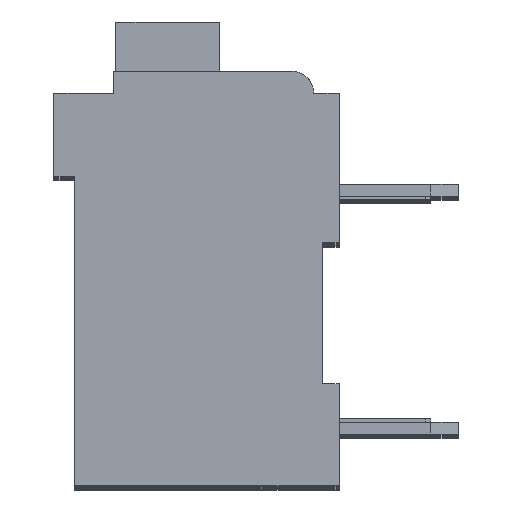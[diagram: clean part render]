
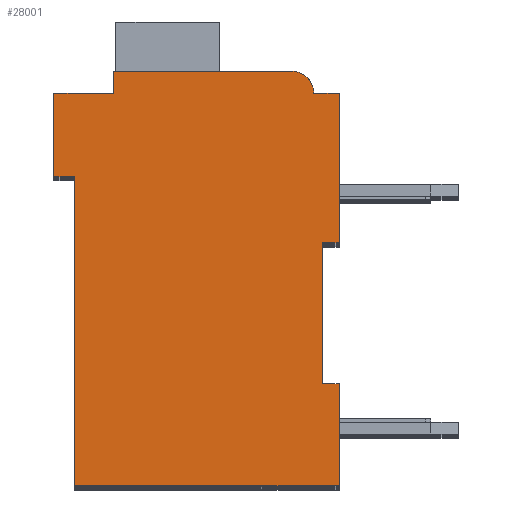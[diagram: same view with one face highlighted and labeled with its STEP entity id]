
A CAD part, top view. The second image highlights one B-rep face of the part: STEP entity #28001.
In plain terms, the highlighted planar face has unit normal (0, 0, 1).
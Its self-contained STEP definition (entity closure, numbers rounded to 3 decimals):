
#3138=DIRECTION('',(1.,0.,0.));
#3139=VECTOR('',#3138,0.5);
#3140=CARTESIAN_POINT('',(7.3,7.15,2.1));
#3141=LINE('',#3140,#3139);
#3142=DIRECTION('',(0.,1.,0.));
#3143=VECTOR('',#3142,4.15);
#3144=CARTESIAN_POINT('',(7.3,3.,2.1));
#3145=LINE('',#3144,#3143);
#3146=DIRECTION('',(-1.,0.,0.));
#3147=VECTOR('',#3146,0.5);
#3148=CARTESIAN_POINT('',(7.8,3.,2.1));
#3149=LINE('',#3148,#3147);
#3150=DIRECTION('',(0.,1.,0.));
#3151=VECTOR('',#3150,3.);
#3152=CARTESIAN_POINT('',(7.8,0.,2.1));
#3153=LINE('',#3152,#3151);
#3154=DIRECTION('',(1.,0.,0.));
#3155=VECTOR('',#3154,7.8);
#3156=CARTESIAN_POINT('',(0.,0.,2.1));
#3157=LINE('',#3156,#3155);
#3158=DIRECTION('',(0.,-1.,0.));
#3159=VECTOR('',#3158,9.1);
#3160=CARTESIAN_POINT('',(0.,9.1,2.1));
#3161=LINE('',#3160,#3159);
#3162=DIRECTION('',(1.,0.,0.));
#3163=VECTOR('',#3162,0.6);
#3164=CARTESIAN_POINT('',(-0.6,9.1,2.1));
#3165=LINE('',#3164,#3163);
#3166=DIRECTION('',(0.,-1.,0.));
#3167=VECTOR('',#3166,2.45);
#3168=CARTESIAN_POINT('',(-0.6,11.55,2.1));
#3169=LINE('',#3168,#3167);
#3170=DIRECTION('',(-1.,0.,0.));
#3171=VECTOR('',#3170,1.75);
#3172=CARTESIAN_POINT('',(1.15,11.55,2.1));
#3173=LINE('',#3172,#3171);
#3174=DIRECTION('',(0.,-1.,0.));
#3175=VECTOR('',#3174,0.65);
#3176=CARTESIAN_POINT('',(1.15,12.2,2.1));
#3177=LINE('',#3176,#3175);
#3178=DIRECTION('',(-1.,0.,0.));
#3179=VECTOR('',#3178,5.25);
#3180=CARTESIAN_POINT('',(6.4,12.2,2.1));
#3181=LINE('',#3180,#3179);
#3182=CARTESIAN_POINT('',(6.4,11.55,2.1));
#3183=DIRECTION('',(0.,0.,1.));
#3184=DIRECTION('',(1.,0.,0.));
#3185=AXIS2_PLACEMENT_3D('',#3182,#3183,#3184);
#3187=DIRECTION('',(-1.,0.,0.));
#3188=VECTOR('',#3187,0.75);
#3189=CARTESIAN_POINT('',(7.8,11.55,2.1));
#3190=LINE('',#3189,#3188);
#3191=DIRECTION('',(0.,1.,0.));
#3192=VECTOR('',#3191,4.4);
#3193=CARTESIAN_POINT('',(7.8,7.15,2.1));
#3194=LINE('',#3193,#3192);
#19447=CARTESIAN_POINT('',(7.3,7.15,2.1));
#19448=CARTESIAN_POINT('',(7.8,7.15,2.1));
#19449=VERTEX_POINT('',#19447);
#19450=VERTEX_POINT('',#19448);
#19451=CARTESIAN_POINT('',(7.8,11.55,2.1));
#19452=VERTEX_POINT('',#19451);
#19453=CARTESIAN_POINT('',(7.05,11.55,2.1));
#19454=VERTEX_POINT('',#19453);
#19455=CARTESIAN_POINT('',(6.4,12.2,2.1));
#19456=VERTEX_POINT('',#19455);
#19457=CARTESIAN_POINT('',(1.15,12.2,2.1));
#19458=VERTEX_POINT('',#19457);
#19459=CARTESIAN_POINT('',(1.15,11.55,2.1));
#19460=VERTEX_POINT('',#19459);
#19461=CARTESIAN_POINT('',(-0.6,11.55,2.1));
#19462=VERTEX_POINT('',#19461);
#19463=CARTESIAN_POINT('',(-0.6,9.1,2.1));
#19464=VERTEX_POINT('',#19463);
#19465=CARTESIAN_POINT('',(0.,9.1,2.1));
#19466=VERTEX_POINT('',#19465);
#19467=CARTESIAN_POINT('',(0.,0.,2.1));
#19468=VERTEX_POINT('',#19467);
#19469=CARTESIAN_POINT('',(7.8,0.,2.1));
#19470=VERTEX_POINT('',#19469);
#19471=CARTESIAN_POINT('',(7.8,3.,2.1));
#19472=VERTEX_POINT('',#19471);
#19473=CARTESIAN_POINT('',(7.3,3.,2.1));
#19474=VERTEX_POINT('',#19473);
#27971=CARTESIAN_POINT('',(0.,0.,2.1));
#27972=DIRECTION('',(0.,0.,1.));
#27973=DIRECTION('',(1.,0.,0.));
#27974=AXIS2_PLACEMENT_3D('',#27971,#27972,#27973);
#27975=PLANE('',#27974);
#27976=ORIENTED_EDGE('',*,*,#25568,.F.);
#27977=ORIENTED_EDGE('',*,*,#26534,.F.);
#27979=ORIENTED_EDGE('',*,*,#27978,.F.);
#27981=ORIENTED_EDGE('',*,*,#27980,.F.);
#27982=ORIENTED_EDGE('',*,*,#27487,.F.);
#27983=ORIENTED_EDGE('',*,*,#27308,.F.);
#27985=ORIENTED_EDGE('',*,*,#27984,.F.);
#27987=ORIENTED_EDGE('',*,*,#27986,.F.);
#27989=ORIENTED_EDGE('',*,*,#27988,.F.);
#27991=ORIENTED_EDGE('',*,*,#27990,.F.);
#27993=ORIENTED_EDGE('',*,*,#27992,.F.);
#27995=ORIENTED_EDGE('',*,*,#27994,.F.);
#27997=ORIENTED_EDGE('',*,*,#27996,.F.);
#27998=ORIENTED_EDGE('',*,*,#26090,.F.);
#27999=EDGE_LOOP('',(#27976,#27977,#27979,#27981,#27982,#27983,#27985,#27987,
#27989,#27991,#27993,#27995,#27997,#27998));
#28000=FACE_OUTER_BOUND('',#27999,.F.);
#3186=CIRCLE('',#3185,0.65);
#25568=EDGE_CURVE('',#19449,#19450,#3141,.T.);
#26090=EDGE_CURVE('',#19450,#19452,#3194,.T.);
#26534=EDGE_CURVE('',#19474,#19449,#3145,.T.);
#27308=EDGE_CURVE('',#19466,#19468,#3161,.T.);
#27487=EDGE_CURVE('',#19468,#19470,#3157,.T.);
#27978=EDGE_CURVE('',#19472,#19474,#3149,.T.);
#27980=EDGE_CURVE('',#19470,#19472,#3153,.T.);
#27984=EDGE_CURVE('',#19464,#19466,#3165,.T.);
#27986=EDGE_CURVE('',#19462,#19464,#3169,.T.);
#27988=EDGE_CURVE('',#19460,#19462,#3173,.T.);
#27990=EDGE_CURVE('',#19458,#19460,#3177,.T.);
#27992=EDGE_CURVE('',#19456,#19458,#3181,.T.);
#27994=EDGE_CURVE('',#19454,#19456,#3186,.T.);
#27996=EDGE_CURVE('',#19452,#19454,#3190,.T.);
#28001=ADVANCED_FACE('',(#28000),#27975,.T.);
